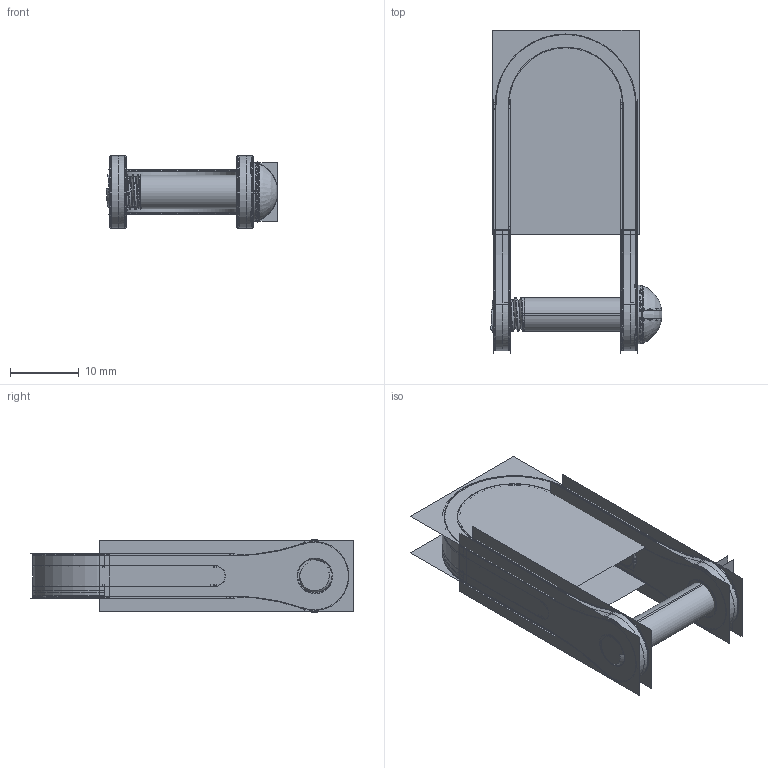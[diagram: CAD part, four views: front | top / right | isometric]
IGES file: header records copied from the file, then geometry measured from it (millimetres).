
Start section:  PTC IGES file: a6039.igs
Global section: file name: a6039.igs; native system: Creo Parametric by PTC Inc.; preprocessor: 2021284; author: Student; organization: Unknown; date: 20211207.153849; units: millimetre
Bounding box: 24.92 x 47.04 x 10.5 mm (x, y, z)
Surface area: 7615.1 mm2 (no closed solid volume)
Topology: 0 solids, 0 shells, 242 faces, 3317 edges, 4380 vertices
Faces by surface type: revolution 168, bspline 54, extrusion 20
